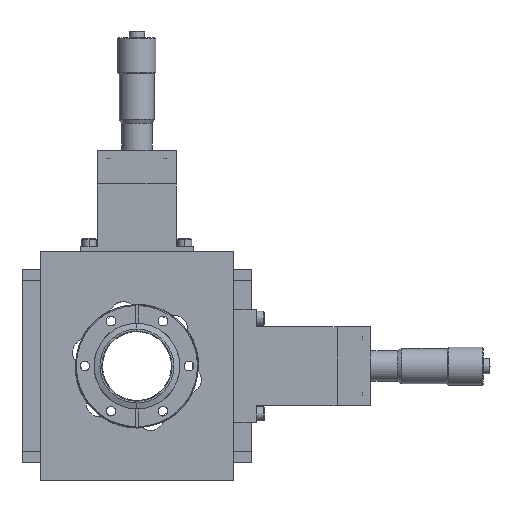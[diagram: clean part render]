
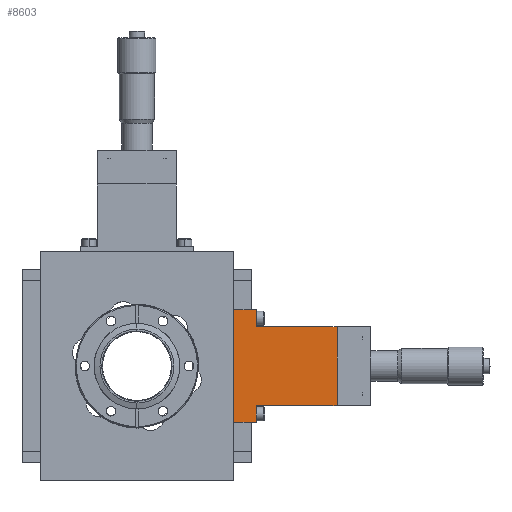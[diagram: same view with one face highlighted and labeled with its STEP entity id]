
A CAD part, front view. The second image highlights one B-rep face of the part: STEP entity #8603.
In plain terms, the highlighted planar face has unit normal (0, -1, 0).
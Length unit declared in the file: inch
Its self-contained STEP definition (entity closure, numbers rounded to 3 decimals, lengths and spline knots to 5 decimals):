
#1455 = VERTEX_POINT ( 'NONE', #10532 ) ;
#1523 = LINE ( 'NONE', #48258, #10790 ) ;
#1647 = CARTESIAN_POINT ( 'NONE',  ( 2.15, 0.48, 1.25 ) ) ;
#2075 = VECTOR ( 'NONE', #3300, 39.37008 ) ;
#3300 = DIRECTION ( 'NONE',  ( 0., 0., 1. ) ) ;
#4379 = LINE ( 'NONE', #38353, #18618 ) ;
#4591 = EDGE_CURVE ( 'NONE', #24603, #7706, #14653, .T. ) ;
#5372 = VECTOR ( 'NONE', #38194, 39.37008 ) ;
#5512 = VERTEX_POINT ( 'NONE', #50699 ) ;
#6567 = DIRECTION ( 'NONE',  ( 0., 0., 1. ) ) ;
#7706 = VERTEX_POINT ( 'NONE', #17436 ) ;
#8603 = ADVANCED_FACE ( 'NONE', ( #16425 ), #18266, .F. ) ;
#8973 = CARTESIAN_POINT ( 'NONE',  ( 4.442, 0.48, -0.875 ) ) ;
#10134 = VERTEX_POINT ( 'NONE', #45229 ) ;
#10532 = CARTESIAN_POINT ( 'NONE',  ( 2.65, 0.48, 1.25 ) ) ;
#10736 = VERTEX_POINT ( 'NONE', #30568 ) ;
#10790 = VECTOR ( 'NONE', #16663, 39.37008 ) ;
#11397 = CARTESIAN_POINT ( 'NONE',  ( 4.442, 0.48, 0.875 ) ) ;
#13149 = DIRECTION ( 'NONE',  ( 1., 0., 0. ) ) ;
#14653 = LINE ( 'NONE', #18530, #5372 ) ;
#14703 = DIRECTION ( 'NONE',  ( 0., 0., -1. ) ) ;
#14719 = EDGE_CURVE ( 'NONE', #10736, #10134, #19871, .T. ) ;
#15070 = CARTESIAN_POINT ( 'NONE',  ( 2.65, 0.48, -0.875 ) ) ;
#16114 = ORIENTED_EDGE ( 'NONE', *, *, #31978, .T. ) ;
#16425 = FACE_OUTER_BOUND ( 'NONE', #19624, .T. ) ;
#16663 = DIRECTION ( 'NONE',  ( -1., 0., 0. ) ) ;
#17436 = CARTESIAN_POINT ( 'NONE',  ( 2.65, 0.48, 0.875 ) ) ;
#18266 = PLANE ( 'NONE',  #34813 ) ;
#18530 = CARTESIAN_POINT ( 'NONE',  ( 4.442, 0.48, 0.875 ) ) ;
#18618 = VECTOR ( 'NONE', #14703, 39.37008 ) ;
#19441 = VERTEX_POINT ( 'NONE', #15070 ) ;
#19624 = EDGE_LOOP ( 'NONE', ( #37159, #36410, #46162, #40747, #34903, #27376, #16114, #33497 ) ) ;
#19871 = LINE ( 'NONE', #25806, #50117 ) ;
#21102 = EDGE_CURVE ( 'NONE', #7706, #1455, #23190, .T. ) ;
#21713 = CARTESIAN_POINT ( 'NONE',  ( 4.442, 0.48, 0.875 ) ) ;
#22073 = DIRECTION ( 'NONE',  ( 0., 1., 0. ) ) ;
#23190 = LINE ( 'NONE', #26469, #44179 ) ;
#24603 = VERTEX_POINT ( 'NONE', #11397 ) ;
#25383 = EDGE_CURVE ( 'NONE', #19441, #5512, #50587, .T. ) ;
#25806 = CARTESIAN_POINT ( 'NONE',  ( 2.65, 0.48, -1.25 ) ) ;
#26469 = CARTESIAN_POINT ( 'NONE',  ( 2.65, 0.48, 0.875 ) ) ;
#26558 = EDGE_CURVE ( 'NONE', #1455, #43312, #1523, .T. ) ;
#27376 = ORIENTED_EDGE ( 'NONE', *, *, #26558, .T. ) ;
#29609 = VECTOR ( 'NONE', #13149, 39.37008 ) ;
#29932 = DIRECTION ( 'NONE',  ( 0., 0., 1. ) ) ;
#30568 = CARTESIAN_POINT ( 'NONE',  ( 2.15, 0.48, -1.25 ) ) ;
#31764 = LINE ( 'NONE', #21713, #40997 ) ;
#31978 = EDGE_CURVE ( 'NONE', #43312, #10736, #4379, .T. ) ;
#33497 = ORIENTED_EDGE ( 'NONE', *, *, #14719, .T. ) ;
#33627 = LINE ( 'NONE', #50598, #2075 ) ;
#34813 = AXIS2_PLACEMENT_3D ( 'NONE', #49653, #22073, #45694 ) ;
#34903 = ORIENTED_EDGE ( 'NONE', *, *, #21102, .T. ) ;
#36410 = ORIENTED_EDGE ( 'NONE', *, *, #25383, .T. ) ;
#37159 = ORIENTED_EDGE ( 'NONE', *, *, #45667, .T. ) ;
#38194 = DIRECTION ( 'NONE',  ( -1., 0., 0. ) ) ;
#38353 = CARTESIAN_POINT ( 'NONE',  ( 2.15, 0.48, -1.25 ) ) ;
#40747 = ORIENTED_EDGE ( 'NONE', *, *, #4591, .T. ) ;
#40997 = VECTOR ( 'NONE', #29932, 39.37008 ) ;
#43312 = VERTEX_POINT ( 'NONE', #1647 ) ;
#44179 = VECTOR ( 'NONE', #6567, 39.37008 ) ;
#45229 = CARTESIAN_POINT ( 'NONE',  ( 2.65, 0.48, -1.25 ) ) ;
#45633 = DIRECTION ( 'NONE',  ( 1., 0., 0. ) ) ;
#45667 = EDGE_CURVE ( 'NONE', #10134, #19441, #33627, .T. ) ;
#45694 = DIRECTION ( 'NONE',  ( 0., 0., 1. ) ) ;
#46162 = ORIENTED_EDGE ( 'NONE', *, *, #47182, .T. ) ;
#47182 = EDGE_CURVE ( 'NONE', #5512, #24603, #31764, .T. ) ;
#48258 = CARTESIAN_POINT ( 'NONE',  ( 2.65, 0.48, 1.25 ) ) ;
#49653 = CARTESIAN_POINT ( 'NONE',  ( 2.65, 0.48, -0.875 ) ) ;
#50117 = VECTOR ( 'NONE', #45633, 39.37008 ) ;
#50587 = LINE ( 'NONE', #8973, #29609 ) ;
#50598 = CARTESIAN_POINT ( 'NONE',  ( 2.65, 0.48, -0.875 ) ) ;
#50699 = CARTESIAN_POINT ( 'NONE',  ( 4.442, 0.48, -0.875 ) ) ;
